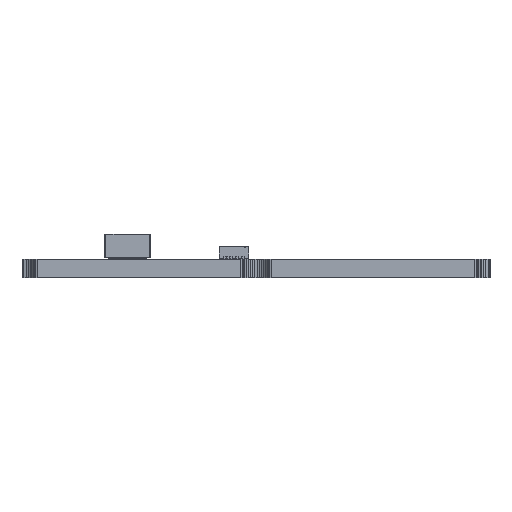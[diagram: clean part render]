
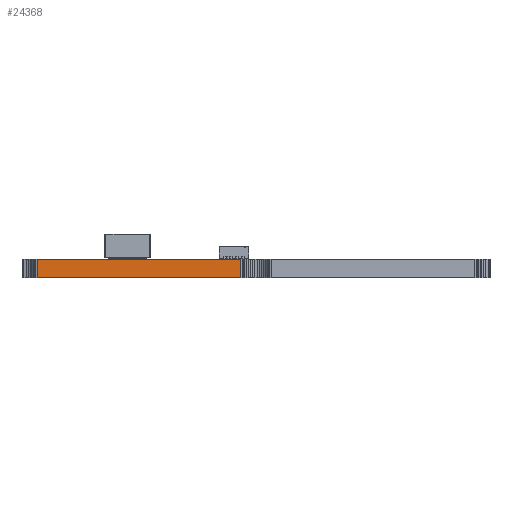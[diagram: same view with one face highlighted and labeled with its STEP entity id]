
A CAD part, left-side view. The second image highlights one B-rep face of the part: STEP entity #24368.
In plain terms, the highlighted planar face has unit normal (-1, 0, 0).
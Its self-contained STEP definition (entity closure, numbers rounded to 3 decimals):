
#13572 = PLANE('',#13573);
#13573 = AXIS2_PLACEMENT_3D('',#13574,#13575,#13576);
#13574 = CARTESIAN_POINT('',(126.35,-76.8,1.6));
#13575 = DIRECTION('',(-0.,-0.,-1.));
#13576 = DIRECTION('',(-1.,0.,0.));
#13626 = PLANE('',#13627);
#13627 = AXIS2_PLACEMENT_3D('',#13628,#13629,#13630);
#13628 = CARTESIAN_POINT('',(126.35,-76.8,0.));
#13629 = DIRECTION('',(-0.,-0.,-1.));
#13630 = DIRECTION('',(-1.,0.,0.));
#18523 = VERTEX_POINT('',#18524);
#18524 = CARTESIAN_POINT('',(96.35,-75.516,0.));
#18538 = PLANE('',#18539);
#18539 = AXIS2_PLACEMENT_3D('',#18540,#18541,#18542);
#18540 = CARTESIAN_POINT('',(96.372,-75.607,0.));
#18541 = DIRECTION('',(-0.972,-0.234,0.));
#18542 = DIRECTION('',(-0.234,0.972,0.));
#18550 = EDGE_CURVE('',#18523,#18551,#18553,.T.);
#18551 = VERTEX_POINT('',#18552);
#18552 = CARTESIAN_POINT('',(96.35,-58.085,0.));
#18553 = SURFACE_CURVE('',#18554,(#18558,#18565),.PCURVE_S1.);
#18554 = LINE('',#18555,#18556);
#18555 = CARTESIAN_POINT('',(96.35,-75.516,0.));
#18556 = VECTOR('',#18557,1.);
#18557 = DIRECTION('',(0.,1.,0.));
#18558 = PCURVE('',#13626,#18559);
#18559 = DEFINITIONAL_REPRESENTATION('',(#18560),#18564);
#18560 = LINE('',#18561,#18562);
#18561 = CARTESIAN_POINT('',(30.,1.285));
#18562 = VECTOR('',#18563,1.);
#18563 = DIRECTION('',(0.,1.));
#18564 = ( GEOMETRIC_REPRESENTATION_CONTEXT(2) 
PARAMETRIC_REPRESENTATION_CONTEXT() REPRESENTATION_CONTEXT('2D SPACE',''
  ) );
#18565 = PCURVE('',#18566,#18571);
#18566 = PLANE('',#18567);
#18567 = AXIS2_PLACEMENT_3D('',#18568,#18569,#18570);
#18568 = CARTESIAN_POINT('',(96.35,-75.516,0.));
#18569 = DIRECTION('',(-1.,0.,0.));
#18570 = DIRECTION('',(0.,1.,0.));
#18571 = DEFINITIONAL_REPRESENTATION('',(#18572),#18576);
#18572 = LINE('',#18573,#18574);
#18573 = CARTESIAN_POINT('',(0.,0.));
#18574 = VECTOR('',#18575,1.);
#18575 = DIRECTION('',(1.,0.));
#18576 = ( GEOMETRIC_REPRESENTATION_CONTEXT(2) 
PARAMETRIC_REPRESENTATION_CONTEXT() REPRESENTATION_CONTEXT('2D SPACE',''
  ) );
#18594 = PLANE('',#18595);
#18595 = AXIS2_PLACEMENT_3D('',#18596,#18597,#18598);
#18596 = CARTESIAN_POINT('',(96.35,-58.085,0.));
#18597 = DIRECTION('',(-0.972,0.234,0.));
#18598 = DIRECTION('',(0.234,0.972,0.));
#23067 = VERTEX_POINT('',#23068);
#23068 = CARTESIAN_POINT('',(96.35,-75.516,1.6));
#23089 = EDGE_CURVE('',#23067,#23090,#23092,.T.);
#23090 = VERTEX_POINT('',#23091);
#23091 = CARTESIAN_POINT('',(96.35,-58.085,1.6));
#23092 = SURFACE_CURVE('',#23093,(#23097,#23104),.PCURVE_S1.);
#23093 = LINE('',#23094,#23095);
#23094 = CARTESIAN_POINT('',(96.35,-75.516,1.6));
#23095 = VECTOR('',#23096,1.);
#23096 = DIRECTION('',(0.,1.,0.));
#23097 = PCURVE('',#13572,#23098);
#23098 = DEFINITIONAL_REPRESENTATION('',(#23099),#23103);
#23099 = LINE('',#23100,#23101);
#23100 = CARTESIAN_POINT('',(30.,1.285));
#23101 = VECTOR('',#23102,1.);
#23102 = DIRECTION('',(0.,1.));
#23103 = ( GEOMETRIC_REPRESENTATION_CONTEXT(2) 
PARAMETRIC_REPRESENTATION_CONTEXT() REPRESENTATION_CONTEXT('2D SPACE',''
  ) );
#23104 = PCURVE('',#18566,#23105);
#23105 = DEFINITIONAL_REPRESENTATION('',(#23106),#23110);
#23106 = LINE('',#23107,#23108);
#23107 = CARTESIAN_POINT('',(0.,-1.6));
#23108 = VECTOR('',#23109,1.);
#23109 = DIRECTION('',(1.,0.));
#23110 = ( GEOMETRIC_REPRESENTATION_CONTEXT(2) 
PARAMETRIC_REPRESENTATION_CONTEXT() REPRESENTATION_CONTEXT('2D SPACE',''
  ) );
#24318 = EDGE_CURVE('',#18551,#23090,#24319,.T.);
#24319 = SURFACE_CURVE('',#24320,(#24324,#24331),.PCURVE_S1.);
#24320 = LINE('',#24321,#24322);
#24321 = CARTESIAN_POINT('',(96.35,-58.085,0.));
#24322 = VECTOR('',#24323,1.);
#24323 = DIRECTION('',(0.,0.,1.));
#24324 = PCURVE('',#18594,#24325);
#24325 = DEFINITIONAL_REPRESENTATION('',(#24326),#24330);
#24326 = LINE('',#24327,#24328);
#24327 = CARTESIAN_POINT('',(0.,0.));
#24328 = VECTOR('',#24329,1.);
#24329 = DIRECTION('',(0.,-1.));
#24330 = ( GEOMETRIC_REPRESENTATION_CONTEXT(2) 
PARAMETRIC_REPRESENTATION_CONTEXT() REPRESENTATION_CONTEXT('2D SPACE',''
  ) );
#24331 = PCURVE('',#18566,#24332);
#24332 = DEFINITIONAL_REPRESENTATION('',(#24333),#24337);
#24333 = LINE('',#24334,#24335);
#24334 = CARTESIAN_POINT('',(17.431,0.));
#24335 = VECTOR('',#24336,1.);
#24336 = DIRECTION('',(0.,-1.));
#24337 = ( GEOMETRIC_REPRESENTATION_CONTEXT(2) 
PARAMETRIC_REPRESENTATION_CONTEXT() REPRESENTATION_CONTEXT('2D SPACE',''
  ) );
#24368 = ADVANCED_FACE('',(#24369),#18566,.T.);
#24369 = FACE_BOUND('',#24370,.T.);
#24370 = EDGE_LOOP('',(#24371,#24392,#24393,#24394));
#24371 = ORIENTED_EDGE('',*,*,#24372,.T.);
#24372 = EDGE_CURVE('',#18523,#23067,#24373,.T.);
#24373 = SURFACE_CURVE('',#24374,(#24378,#24385),.PCURVE_S1.);
#24374 = LINE('',#24375,#24376);
#24375 = CARTESIAN_POINT('',(96.35,-75.516,0.));
#24376 = VECTOR('',#24377,1.);
#24377 = DIRECTION('',(0.,0.,1.));
#24378 = PCURVE('',#18566,#24379);
#24379 = DEFINITIONAL_REPRESENTATION('',(#24380),#24384);
#24380 = LINE('',#24381,#24382);
#24381 = CARTESIAN_POINT('',(0.,0.));
#24382 = VECTOR('',#24383,1.);
#24383 = DIRECTION('',(0.,-1.));
#24384 = ( GEOMETRIC_REPRESENTATION_CONTEXT(2) 
PARAMETRIC_REPRESENTATION_CONTEXT() REPRESENTATION_CONTEXT('2D SPACE',''
  ) );
#24385 = PCURVE('',#18538,#24386);
#24386 = DEFINITIONAL_REPRESENTATION('',(#24387),#24391);
#24387 = LINE('',#24388,#24389);
#24388 = CARTESIAN_POINT('',(0.094,0.));
#24389 = VECTOR('',#24390,1.);
#24390 = DIRECTION('',(0.,-1.));
#24391 = ( GEOMETRIC_REPRESENTATION_CONTEXT(2) 
PARAMETRIC_REPRESENTATION_CONTEXT() REPRESENTATION_CONTEXT('2D SPACE',''
  ) );
#24392 = ORIENTED_EDGE('',*,*,#23089,.T.);
#24393 = ORIENTED_EDGE('',*,*,#24318,.F.);
#24394 = ORIENTED_EDGE('',*,*,#18550,.F.);
